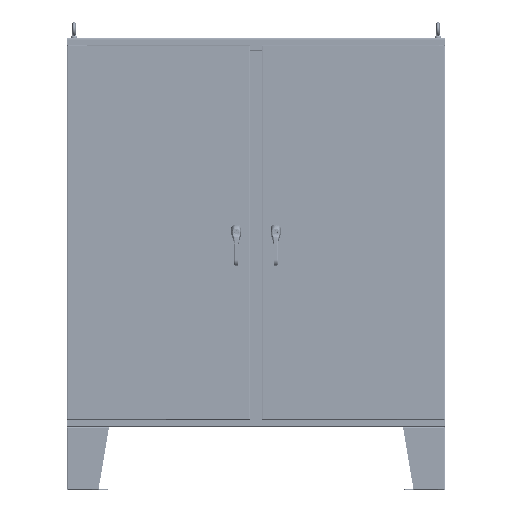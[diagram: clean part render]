
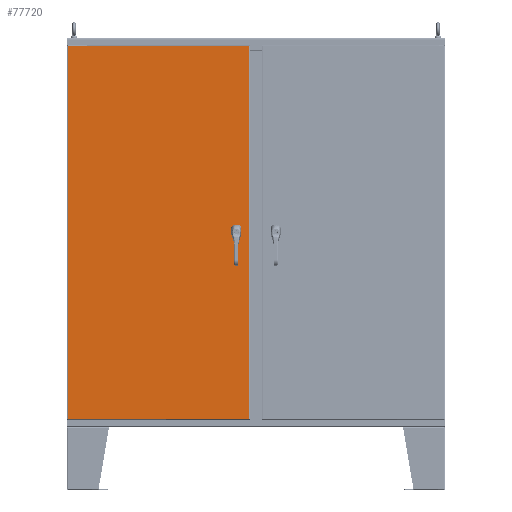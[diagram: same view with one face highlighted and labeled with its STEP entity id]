
A CAD part, top view. The second image highlights one B-rep face of the part: STEP entity #77720.
In plain terms, the highlighted planar face has unit normal (0, 0, 1).
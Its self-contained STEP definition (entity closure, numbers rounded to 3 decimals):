
#9844=FACE_BOUND('',#15372,.T.);
#9845=FACE_BOUND('',#15373,.T.);
#9846=FACE_BOUND('',#15374,.T.);
#9847=FACE_BOUND('',#15375,.T.);
#10285=PLANE('',#82366);
#11814=FACE_OUTER_BOUND('',#15371,.T.);
#15371=EDGE_LOOP('',(#57736,#57737,#57738,#57739));
#15372=EDGE_LOOP('',(#57740));
#15373=EDGE_LOOP('',(#57741));
#15374=EDGE_LOOP('',(#57742));
#15375=EDGE_LOOP('',(#57743,#57744,#57745,#57746,#57747,#57748,#57749,#57750));
#19334=LINE('',#111322,#25092);
#19338=LINE('',#111334,#25096);
#19342=LINE('',#111346,#25100);
#19346=LINE('',#111357,#25104);
#19354=LINE('',#111533,#25112);
#19361=LINE('',#111731,#25119);
#19362=LINE('',#111763,#25120);
#19374=LINE('',#111841,#25132);
#25092=VECTOR('',#90559,0.394);
#25096=VECTOR('',#90571,0.394);
#25100=VECTOR('',#90583,0.394);
#25104=VECTOR('',#90595,0.394);
#25112=VECTOR('',#90611,0.394);
#25119=VECTOR('',#90626,0.394);
#25120=VECTOR('',#90629,0.394);
#25132=VECTOR('',#90657,0.394);
#30486=CIRCLE('',#82319,0.141);
#30488=CIRCLE('',#82322,0.141);
#30490=CIRCLE('',#82325,0.141);
#30492=CIRCLE('',#82328,0.453);
#30494=CIRCLE('',#82332,0.453);
#30496=CIRCLE('',#82336,0.453);
#30498=CIRCLE('',#82340,0.453);
#34688=VERTEX_POINT('',#111294);
#34690=VERTEX_POINT('',#111300);
#34692=VERTEX_POINT('',#111306);
#34694=VERTEX_POINT('',#111312);
#34695=VERTEX_POINT('',#111313);
#34698=VERTEX_POINT('',#111321);
#34700=VERTEX_POINT('',#111327);
#34702=VERTEX_POINT('',#111333);
#34704=VERTEX_POINT('',#111339);
#34706=VERTEX_POINT('',#111345);
#34708=VERTEX_POINT('',#111351);
#34712=VERTEX_POINT('',#111433);
#34715=VERTEX_POINT('',#111511);
#34719=VERTEX_POINT('',#111641);
#34725=VERTEX_POINT('',#111730);
#44998=EDGE_CURVE('',#34688,#34688,#30486,.T.);
#45001=EDGE_CURVE('',#34690,#34690,#30488,.T.);
#45004=EDGE_CURVE('',#34692,#34692,#30490,.T.);
#45007=EDGE_CURVE('',#34694,#34695,#30492,.T.);
#45011=EDGE_CURVE('',#34698,#34694,#19334,.T.);
#45014=EDGE_CURVE('',#34700,#34698,#30494,.T.);
#45017=EDGE_CURVE('',#34702,#34700,#19338,.T.);
#45020=EDGE_CURVE('',#34704,#34702,#30496,.T.);
#45023=EDGE_CURVE('',#34706,#34704,#19342,.T.);
#45026=EDGE_CURVE('',#34708,#34706,#30498,.T.);
#45029=EDGE_CURVE('',#34695,#34708,#19346,.T.);
#45046=EDGE_CURVE('',#34712,#34715,#19354,.T.);
#45064=EDGE_CURVE('',#34725,#34719,#19361,.T.);
#45066=EDGE_CURVE('',#34719,#34712,#19362,.T.);
#45079=EDGE_CURVE('',#34715,#34725,#19374,.T.);
#57736=ORIENTED_EDGE('',*,*,#45066,.T.);
#57737=ORIENTED_EDGE('',*,*,#45046,.T.);
#57738=ORIENTED_EDGE('',*,*,#45079,.T.);
#57739=ORIENTED_EDGE('',*,*,#45064,.T.);
#57740=ORIENTED_EDGE('',*,*,#44998,.T.);
#57741=ORIENTED_EDGE('',*,*,#45001,.T.);
#57742=ORIENTED_EDGE('',*,*,#45004,.T.);
#57743=ORIENTED_EDGE('',*,*,#45007,.T.);
#57744=ORIENTED_EDGE('',*,*,#45029,.T.);
#57745=ORIENTED_EDGE('',*,*,#45026,.T.);
#57746=ORIENTED_EDGE('',*,*,#45023,.T.);
#57747=ORIENTED_EDGE('',*,*,#45020,.T.);
#57748=ORIENTED_EDGE('',*,*,#45017,.T.);
#57749=ORIENTED_EDGE('',*,*,#45014,.T.);
#57750=ORIENTED_EDGE('',*,*,#45011,.T.);
#77720=ADVANCED_FACE('',(#11814,#9844,#9845,#9846,#9847),#10285,.T.);
#82319=AXIS2_PLACEMENT_3D('',#111295,#90530,#90531);
#82322=AXIS2_PLACEMENT_3D('',#111301,#90537,#90538);
#82325=AXIS2_PLACEMENT_3D('',#111307,#90544,#90545);
#82328=AXIS2_PLACEMENT_3D('',#111314,#90551,#90552);
#82332=AXIS2_PLACEMENT_3D('',#111328,#90564,#90565);
#82336=AXIS2_PLACEMENT_3D('',#111340,#90576,#90577);
#82340=AXIS2_PLACEMENT_3D('',#111352,#90588,#90589);
#82366=AXIS2_PLACEMENT_3D('',#111921,#90680,#90681);
#90530=DIRECTION('center_axis',(0.,0.,-1.));
#90531=DIRECTION('ref_axis',(-1.,0.,0.));
#90537=DIRECTION('center_axis',(0.,0.,-1.));
#90538=DIRECTION('ref_axis',(-1.,0.,0.));
#90544=DIRECTION('center_axis',(0.,0.,-1.));
#90545=DIRECTION('ref_axis',(-1.,0.,0.));
#90551=DIRECTION('center_axis',(0.,0.,-1.));
#90552=DIRECTION('ref_axis',(-0.883,-0.469,0.));
#90559=DIRECTION('',(-1.,0.,0.));
#90564=DIRECTION('center_axis',(0.,0.,-1.));
#90565=DIRECTION('ref_axis',(0.469,-0.883,0.));
#90571=DIRECTION('',(0.,-1.,0.));
#90576=DIRECTION('center_axis',(0.,0.,-1.));
#90577=DIRECTION('ref_axis',(0.883,0.469,0.));
#90583=DIRECTION('',(1.,0.,0.));
#90588=DIRECTION('center_axis',(0.,0.,-1.));
#90589=DIRECTION('ref_axis',(-0.469,0.883,0.));
#90595=DIRECTION('',(0.,1.,0.));
#90611=DIRECTION('',(1.,0.,0.));
#90626=DIRECTION('',(-1.,0.,0.));
#90629=DIRECTION('',(0.,-1.,0.));
#90657=DIRECTION('',(0.,1.,0.));
#90680=DIRECTION('center_axis',(0.,0.,1.));
#90681=DIRECTION('ref_axis',(1.,0.,0.));
#111294=CARTESIAN_POINT('',(14.953,-1.377,0.104));
#111295=CARTESIAN_POINT('Origin',(14.813,-1.377,0.104));
#111300=CARTESIAN_POINT('',(14.953,0.885,0.104));
#111301=CARTESIAN_POINT('Origin',(14.813,0.885,0.104));
#111306=CARTESIAN_POINT('',(14.953,-0.885,0.104));
#111307=CARTESIAN_POINT('Origin',(14.813,-0.885,0.104));
#111312=CARTESIAN_POINT('',(14.6,-0.4,0.104));
#111313=CARTESIAN_POINT('',(14.413,-0.213,0.104));
#111314=CARTESIAN_POINT('Origin',(14.813,0.,0.104));
#111321=CARTESIAN_POINT('',(15.025,-0.4,0.104));
#111322=CARTESIAN_POINT('',(7.513,-0.4,0.104));
#111327=CARTESIAN_POINT('',(15.213,-0.213,0.104));
#111328=CARTESIAN_POINT('Origin',(14.813,0.,0.104));
#111333=CARTESIAN_POINT('',(15.213,0.213,0.104));
#111334=CARTESIAN_POINT('',(15.213,0.106,0.104));
#111339=CARTESIAN_POINT('',(15.025,0.4,0.104));
#111340=CARTESIAN_POINT('Origin',(14.813,0.,0.104));
#111345=CARTESIAN_POINT('',(14.6,0.4,0.104));
#111346=CARTESIAN_POINT('',(7.3,0.4,0.104));
#111351=CARTESIAN_POINT('',(14.413,0.213,0.104));
#111352=CARTESIAN_POINT('Origin',(14.813,0.,0.104));
#111357=CARTESIAN_POINT('',(14.413,-0.106,0.104));
#111433=CARTESIAN_POINT('',(-17.302,-35.49,0.104));
#111511=CARTESIAN_POINT('',(17.302,-35.49,0.104));
#111533=CARTESIAN_POINT('',(-8.75,-35.49,0.104));
#111641=CARTESIAN_POINT('',(-17.302,35.49,0.104));
#111730=CARTESIAN_POINT('',(17.302,35.49,0.104));
#111731=CARTESIAN_POINT('',(8.651,35.49,0.104));
#111763=CARTESIAN_POINT('',(-17.302,17.745,0.104));
#111841=CARTESIAN_POINT('',(17.302,-17.745,0.104));
#111921=CARTESIAN_POINT('Origin',(0.,0.,
0.104));
